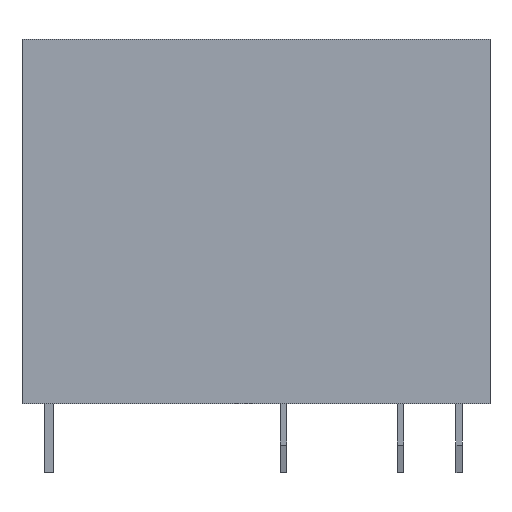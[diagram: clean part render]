
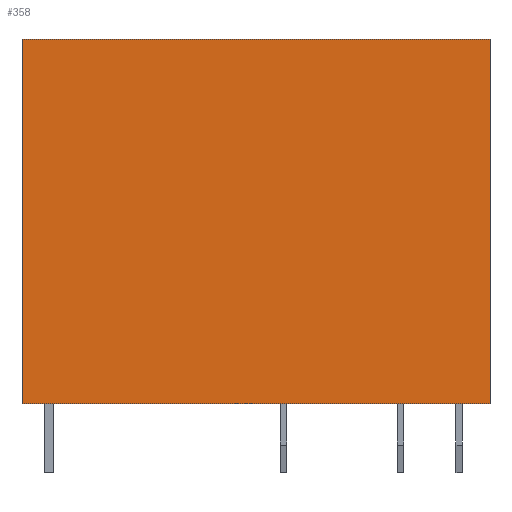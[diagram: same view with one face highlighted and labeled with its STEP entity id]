
A CAD part, front view. The second image highlights one B-rep face of the part: STEP entity #358.
In plain terms, the highlighted planar face has unit normal (0, -1, 0).
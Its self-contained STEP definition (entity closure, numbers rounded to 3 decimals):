
#322 = CARTESIAN_POINT ( 'NONE',  ( -10.15, -5.15, 15.4 ) ) ;
#358 = ADVANCED_FACE ( 'NONE', ( #8947 ), #627, .F. ) ;
#627 = PLANE ( 'NONE',  #11977 ) ;
#1287 = VECTOR ( 'NONE', #2242, 1000. ) ;
#2242 = DIRECTION ( 'NONE',  ( 0., 0., -1. ) ) ;
#2914 = VERTEX_POINT ( 'NONE', #10161 ) ;
#3375 = LINE ( 'NONE', #3446, #6777 ) ;
#3446 = CARTESIAN_POINT ( 'NONE',  ( 10.15, -5.15, -0.4 ) ) ;
#3703 = ORIENTED_EDGE ( 'NONE', *, *, #11202, .F. ) ;
#3735 = VERTEX_POINT ( 'NONE', #8746 ) ;
#4900 = LINE ( 'NONE', #15356, #8239 ) ;
#5265 = EDGE_LOOP ( 'NONE', ( #5944, #14715, #5667, #3703 ) ) ;
#5374 = DIRECTION ( 'NONE',  ( 0., 0., -1. ) ) ;
#5429 = VERTEX_POINT ( 'NONE', #15494 ) ;
#5455 = DIRECTION ( 'NONE',  ( 0., 0., 1. ) ) ;
#5667 = ORIENTED_EDGE ( 'NONE', *, *, #9670, .F. ) ;
#5805 = DIRECTION ( 'NONE',  ( -1., 0., 0. ) ) ;
#5944 = ORIENTED_EDGE ( 'NONE', *, *, #13859, .T. ) ;
#6530 = DIRECTION ( 'NONE',  ( 0., 1., 0. ) ) ;
#6777 = VECTOR ( 'NONE', #5805, 1000. ) ;
#7511 = VERTEX_POINT ( 'NONE', #9578 ) ;
#8239 = VECTOR ( 'NONE', #10745, 1000. ) ;
#8746 = CARTESIAN_POINT ( 'NONE',  ( 10.15, -5.15, 15.4 ) ) ;
#8935 = CARTESIAN_POINT ( 'NONE',  ( 10.15, -5.15, 15.4 ) ) ;
#8947 = FACE_OUTER_BOUND ( 'NONE', #5265, .T. ) ;
#9085 = LINE ( 'NONE', #8935, #10567 ) ;
#9578 = CARTESIAN_POINT ( 'NONE',  ( 10.15, -5.15, -0.4 ) ) ;
#9670 = EDGE_CURVE ( 'NONE', #3735, #7511, #9085, .T. ) ;
#10161 = CARTESIAN_POINT ( 'NONE',  ( -10.15, -5.15, -0.4 ) ) ;
#10567 = VECTOR ( 'NONE', #5374, 1000. ) ;
#10745 = DIRECTION ( 'NONE',  ( 1., 0., 0. ) ) ;
#11202 = EDGE_CURVE ( 'NONE', #5429, #3735, #4900, .T. ) ;
#11706 = LINE ( 'NONE', #14220, #1287 ) ;
#11977 = AXIS2_PLACEMENT_3D ( 'NONE', #322, #6530, #5455 ) ;
#12781 = EDGE_CURVE ( 'NONE', #7511, #2914, #3375, .T. ) ;
#13859 = EDGE_CURVE ( 'NONE', #5429, #2914, #11706, .T. ) ;
#14220 = CARTESIAN_POINT ( 'NONE',  ( -10.15, -5.15, 15.4 ) ) ;
#14715 = ORIENTED_EDGE ( 'NONE', *, *, #12781, .F. ) ;
#15356 = CARTESIAN_POINT ( 'NONE',  ( -10.15, -5.15, 15.4 ) ) ;
#15494 = CARTESIAN_POINT ( 'NONE',  ( -10.15, -5.15, 15.4 ) ) ;
